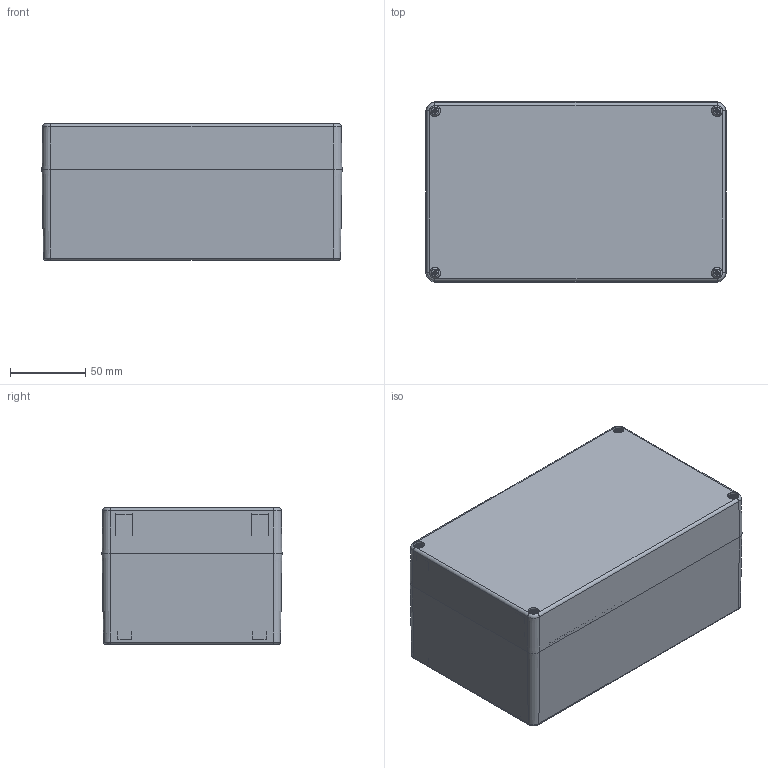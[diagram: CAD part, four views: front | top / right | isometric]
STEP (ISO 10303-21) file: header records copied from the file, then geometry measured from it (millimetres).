
FILE_DESCRIPTION((''),'2;1');
FILE_NAME('0302106100-MBM_201290-K_VE.stp','2015-12-22T15:15:08',('robin.rentz'),(''),'Autodesk Inventor 2012','Autodesk Inventor 2012','');
FILE_SCHEMA(('AUTOMOTIVE_DESIGN { 1 2 10303 214 0 1 1 1 }'));
Length unit declared in the file: millimetre
Products named in the file (6): 0302106100-MBM_201290-K_VE; 0301105902-UT_201260-16N_VE; 0302106101-OT_201230-K_VE; xxx-O-Ring--OT--MBM-MBT_201230; 1990000013 Schrauben A2 BM4x38_15; 1990000007 M4 Gewindebuchse
Assembly tree (11 placements, depth 2):
  0302106100-MBM_201290-K_VE
    0301105902-UT_201260-16N_VE
    0302106101-OT_201230-K_VE
    xxx-O-Ring--OT--MBM-MBT_201230
    1990000013 Schrauben A2 BM4x38_15  x4
    1990000007 M4 Gewindebuchse  x4
Bounding box: 200 x 120 x 91 mm (x, y, z)
Volume: 392510.7 mm3; surface area: 238117.4 mm2
Topology: 11 solids, 11 shells, 1691 faces, 4066 edges, 2457 vertices
Faces by surface type: plane 631, cylinder 436, cone 388, torus 188, bspline 32, sphere 16
Full cylindrical faces by diameter (mm): 3.242 x4, 3.3 x4, 4 x4, 4.4 x4, 4.5 x4, 4.8 x4, 5.1 x4, 6 x4, 6.8 x4, 7 x4, 7.4 x4, 7.8 x4
Entity records: 25520 total; most frequent: CARTESIAN_POINT 5273, DIRECTION 4538, ORIENTED_EDGE 3952, EDGE_CURVE 1976, AXIS2_PLACEMENT_3D 1879, VERTEX_POINT 1238, EDGE_LOOP 1036, CIRCLE 984
